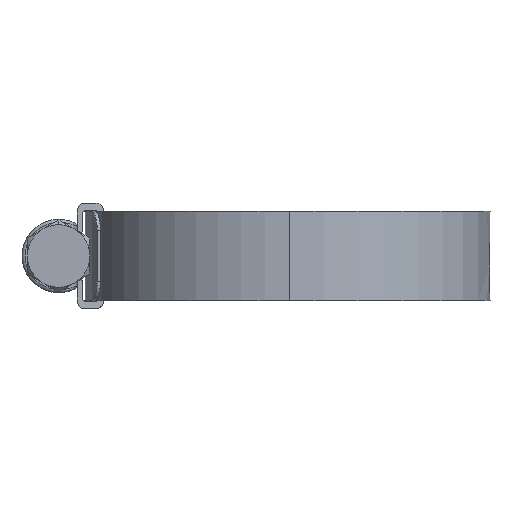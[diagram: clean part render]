
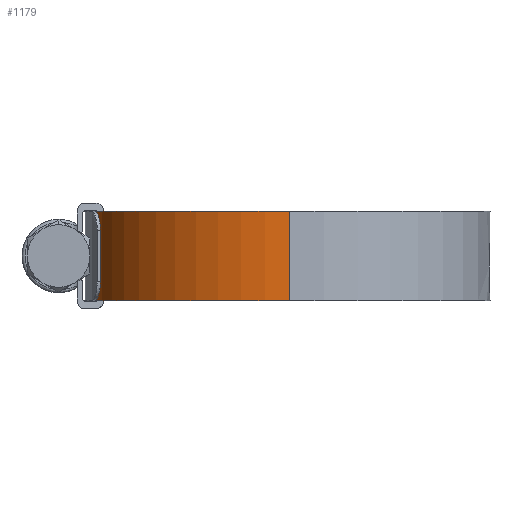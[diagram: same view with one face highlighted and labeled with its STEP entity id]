
A CAD part, left-side view. The second image highlights one B-rep face of the part: STEP entity #1179.
In plain terms, the highlighted cylindrical face has radius 32.03 mm (diameter 64.06 mm), a partial arc.
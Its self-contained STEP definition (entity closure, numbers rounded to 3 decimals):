
#272 = DIRECTION ( 'NONE',  ( 1., 0., 0. ) ) ;
#1179 = ADVANCED_FACE ( 'NONE', ( #3667 ), #5914, .T. ) ;
#1240 = LINE ( 'NONE', #9850, #13411 ) ;
#2064 = VERTEX_POINT ( 'NONE', #11950 ) ;
#2225 = EDGE_CURVE ( 'NONE', #2064, #10253, #12919, .T. ) ;
#2308 = VERTEX_POINT ( 'NONE', #13207 ) ;
#2610 = DIRECTION ( 'NONE',  ( 0., 0., -1. ) ) ;
#2732 = ORIENTED_EDGE ( 'NONE', *, *, #6599, .T. ) ;
#2937 = CARTESIAN_POINT ( 'NONE',  ( 0., 32.03, 7.135 ) ) ;
#3667 = FACE_OUTER_BOUND ( 'NONE', #12055, .T. ) ;
#4746 = ORIENTED_EDGE ( 'NONE', *, *, #2225, .F. ) ;
#4855 = ORIENTED_EDGE ( 'NONE', *, *, #7033, .T. ) ;
#5914 = CYLINDRICAL_SURFACE ( 'NONE', #7659, 32.03 ) ;
#5965 = CARTESIAN_POINT ( 'NONE',  ( -32.03, 0., -7.135 ) ) ;
#6131 = CARTESIAN_POINT ( 'NONE',  ( 0., 0., 7.135 ) ) ;
#6489 = VERTEX_POINT ( 'NONE', #5965 ) ;
#6534 = VECTOR ( 'NONE', #14099, 1000. ) ;
#6599 = EDGE_CURVE ( 'NONE', #2308, #6489, #13629, .T. ) ;
#6643 = DIRECTION ( 'NONE',  ( 0., 0., 1. ) ) ;
#7033 = EDGE_CURVE ( 'NONE', #2064, #2308, #12735, .T. ) ;
#7401 = DIRECTION ( 'NONE',  ( 1., 0., 0. ) ) ;
#7659 = AXIS2_PLACEMENT_3D ( 'NONE', #6131, #2610, #9420 ) ;
#9420 = DIRECTION ( 'NONE',  ( -1., 0., 0. ) ) ;
#9498 = AXIS2_PLACEMENT_3D ( 'NONE', #12216, #6643, #272 ) ;
#9626 = DIRECTION ( 'NONE',  ( 0., 0., 1. ) ) ;
#9850 = CARTESIAN_POINT ( 'NONE',  ( -32.03, 0., 7.135 ) ) ;
#10253 = VERTEX_POINT ( 'NONE', #14001 ) ;
#11185 = DIRECTION ( 'NONE',  ( 0., 0., -1. ) ) ;
#11520 = ORIENTED_EDGE ( 'NONE', *, *, #11772, .F. ) ;
#11613 = CARTESIAN_POINT ( 'NONE',  ( 0., 0., -7.135 ) ) ;
#11772 = EDGE_CURVE ( 'NONE', #10253, #6489, #1240, .T. ) ;
#11950 = CARTESIAN_POINT ( 'NONE',  ( 0., 32.03, 7.135 ) ) ;
#12055 = EDGE_LOOP ( 'NONE', ( #11520, #4746, #4855, #2732 ) ) ;
#12216 = CARTESIAN_POINT ( 'NONE',  ( 0., 0., 7.135 ) ) ;
#12275 = AXIS2_PLACEMENT_3D ( 'NONE', #11613, #9626, #7401 ) ;
#12735 = LINE ( 'NONE', #2937, #6534 ) ;
#12919 = CIRCLE ( 'NONE', #9498, 32.03 ) ;
#13207 = CARTESIAN_POINT ( 'NONE',  ( 0., 32.03, -7.135 ) ) ;
#13411 = VECTOR ( 'NONE', #11185, 1000. ) ;
#13629 = CIRCLE ( 'NONE', #12275, 32.03 ) ;
#14001 = CARTESIAN_POINT ( 'NONE',  ( -32.03, 0., 7.135 ) ) ;
#14099 = DIRECTION ( 'NONE',  ( 0., 0., -1. ) ) ;
